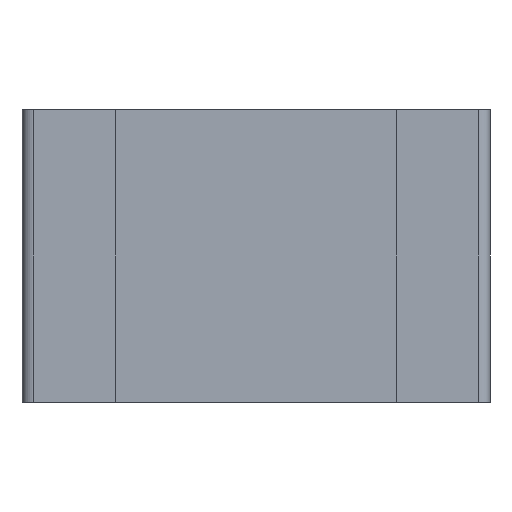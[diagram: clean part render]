
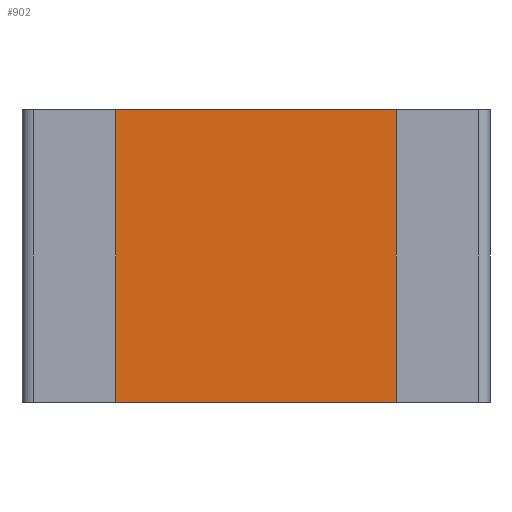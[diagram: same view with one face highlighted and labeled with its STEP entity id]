
A CAD part, front view. The second image highlights one B-rep face of the part: STEP entity #902.
In plain terms, the highlighted planar face has unit normal (0, -1, 0).
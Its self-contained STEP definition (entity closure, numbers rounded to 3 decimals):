
#193 = ORIENTED_EDGE ( 'NONE', *, *, #4433, .F. ) ;
#526 = DIRECTION ( 'NONE',  ( 1., 0., 0. ) ) ;
#606 = DIRECTION ( 'NONE',  ( 0., 1., 0. ) ) ;
#699 = CARTESIAN_POINT ( 'NONE',  ( -0.95, 0.05, -0.625 ) ) ;
#805 = VERTEX_POINT ( 'NONE', #5665 ) ;
#847 = CARTESIAN_POINT ( 'NONE',  ( 0.95, 0.05, 0.625 ) ) ;
#902 = ADVANCED_FACE ( 'NONE', ( #5067 ), #3173, .F. ) ;
#1098 = CARTESIAN_POINT ( 'NONE',  ( -0.95, 0.05, 0.625 ) ) ;
#1164 = LINE ( 'NONE', #1662, #4160 ) ;
#1359 = EDGE_CURVE ( 'NONE', #805, #3967, #1164, .T. ) ;
#1662 = CARTESIAN_POINT ( 'NONE',  ( -0.95, 0.05, -0.625 ) ) ;
#1776 = ORIENTED_EDGE ( 'NONE', *, *, #5804, .F. ) ;
#2002 = CARTESIAN_POINT ( 'NONE',  ( -0.95, 0.05, -0.625 ) ) ;
#2003 = DIRECTION ( 'NONE',  ( -1., 0., 0. ) ) ;
#2098 = AXIS2_PLACEMENT_3D ( 'NONE', #2984, #606, #2513 ) ;
#2373 = LINE ( 'NONE', #2002, #3327 ) ;
#2436 = EDGE_LOOP ( 'NONE', ( #1776, #3948, #6071, #193 ) ) ;
#2513 = DIRECTION ( 'NONE',  ( 0., 0., 1. ) ) ;
#2755 = LINE ( 'NONE', #5639, #5347 ) ;
#2902 = LINE ( 'NONE', #1098, #3307 ) ;
#2984 = CARTESIAN_POINT ( 'NONE',  ( 0., 0.05, 0. ) ) ;
#3173 = PLANE ( 'NONE',  #2098 ) ;
#3182 = CARTESIAN_POINT ( 'NONE',  ( -0.95, 0.05, 0.625 ) ) ;
#3307 = VECTOR ( 'NONE', #526, 1000. ) ;
#3327 = VECTOR ( 'NONE', #3366, 1000. ) ;
#3366 = DIRECTION ( 'NONE',  ( 0., 0., 1. ) ) ;
#3948 = ORIENTED_EDGE ( 'NONE', *, *, #1359, .F. ) ;
#3967 = VERTEX_POINT ( 'NONE', #699 ) ;
#4160 = VECTOR ( 'NONE', #2003, 1000. ) ;
#4433 = EDGE_CURVE ( 'NONE', #5716, #5249, #2902, .T. ) ;
#4632 = EDGE_CURVE ( 'NONE', #5249, #805, #2755, .T. ) ;
#4711 = DIRECTION ( 'NONE',  ( 0., 0., -1. ) ) ;
#5067 = FACE_OUTER_BOUND ( 'NONE', #2436, .T. ) ;
#5249 = VERTEX_POINT ( 'NONE', #847 ) ;
#5347 = VECTOR ( 'NONE', #4711, 1000. ) ;
#5639 = CARTESIAN_POINT ( 'NONE',  ( 0.95, 0.05, -0.625 ) ) ;
#5665 = CARTESIAN_POINT ( 'NONE',  ( 0.95, 0.05, -0.625 ) ) ;
#5716 = VERTEX_POINT ( 'NONE', #3182 ) ;
#5804 = EDGE_CURVE ( 'NONE', #3967, #5716, #2373, .T. ) ;
#6071 = ORIENTED_EDGE ( 'NONE', *, *, #4632, .F. ) ;
